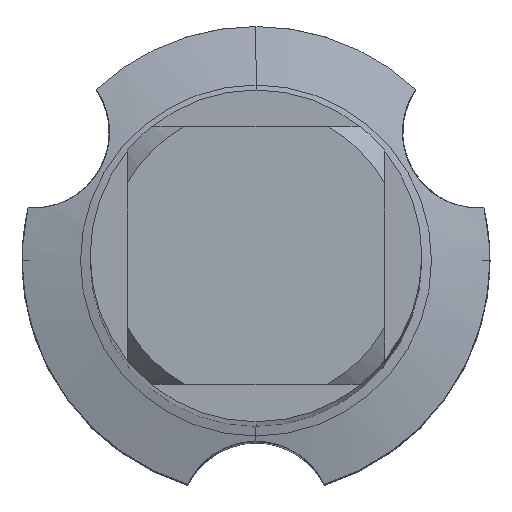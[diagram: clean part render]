
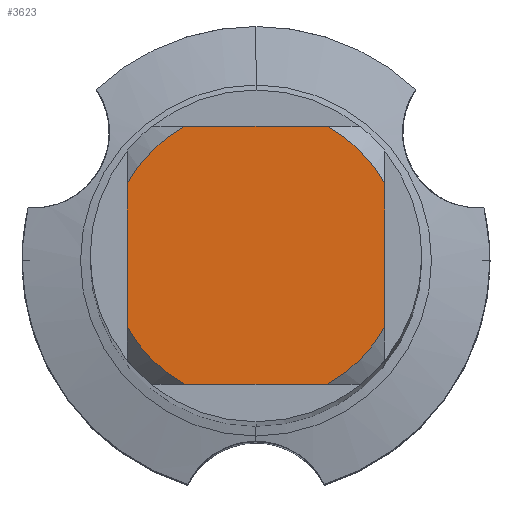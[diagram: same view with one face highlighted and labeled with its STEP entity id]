
A CAD part, top view. The second image highlights one B-rep face of the part: STEP entity #3623.
In plain terms, the highlighted planar face has unit normal (0, 0, 1).
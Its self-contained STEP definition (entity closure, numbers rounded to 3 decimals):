
#1835=EDGE_CURVE('',#3177,#4461,#5205,.T.);
#1869=EDGE_CURVE('',#3049,#3367,#5241,.T.);
#2857=EDGE_CURVE('',#3177,#3711,#6335,.T.);
#3049=VERTEX_POINT('',#6538);
#3177=VERTEX_POINT('',#6678);
#3367=VERTEX_POINT('',#6882);
#3623=ADVANCED_FACE('',(#7157),#7158,.T.);
#3711=VERTEX_POINT('',#7252);
#3729=EDGE_CURVE('',#4577,#3367,#7273,.T.);
#3743=VERTEX_POINT('',#7287);
#3891=EDGE_CURVE('',#3979,#3711,#7452,.T.);
#3939=EDGE_CURVE('',#3979,#3743,#7505,.T.);
#3979=VERTEX_POINT('',#7547);
#4029=EDGE_CURVE('',#4577,#3743,#7600,.T.);
#4461=VERTEX_POINT('',#8069);
#4475=EDGE_CURVE('',#3049,#4461,#8084,.T.);
#4577=VERTEX_POINT('',#8198);
#5205=CIRCLE('',#9054,4.0);
#5241=CIRCLE('',#9184,4.0);
#6335=LINE('',#12358,#12359);
#6538=CARTESIAN_POINT('',(1.936,3.5,0.0));
#6678=CARTESIAN_POINT('',(-3.5,1.936,0.0));
#6882=CARTESIAN_POINT('',(3.5,1.936,0.0));
#7157=FACE_OUTER_BOUND('',#14819,.T.);
#7158=PLANE('',#14820);
#7252=CARTESIAN_POINT('',(-3.5,-1.936,0.0));
#7273=LINE('',#15355,#15356);
#7287=CARTESIAN_POINT('',(1.936,-3.5,0.0));
#7452=CIRCLE('',#15843,4.0);
#7505=LINE('',#15945,#15946);
#7547=CARTESIAN_POINT('',(-1.936,-3.5,0.0));
#7600=CIRCLE('',#16185,4.0);
#8069=CARTESIAN_POINT('',(-1.936,3.5,0.0));
#8084=LINE('',#17700,#17701);
#8198=CARTESIAN_POINT('',(3.5,-1.936,0.0));
#9054=AXIS2_PLACEMENT_3D('',#19628,#19629,#19630);
#9184=AXIS2_PLACEMENT_3D('',#19673,#19674,#19675);
#12358=CARTESIAN_POINT('',(-3.5,1.0,0.0));
#12359=VECTOR('',#21095,1.0);
#14819=EDGE_LOOP('',(#21885,#21886,#21887,#21888,#21889,#21890,#21891,#21892));
#14820=AXIS2_PLACEMENT_3D('',#21893,#21894,#21895);
#15355=CARTESIAN_POINT('',(3.5,1.0,0.0));
#15356=VECTOR('',#22027,1.0);
#15843=AXIS2_PLACEMENT_3D('',#22210,#22211,#22212);
#15945=CARTESIAN_POINT('',(0.0,-3.5,0.0));
#15946=VECTOR('',#22270,1.0);
#16185=AXIS2_PLACEMENT_3D('',#22356,#22357,#22358);
#17700=CARTESIAN_POINT('',(0.0,3.5,0.0));
#17701=VECTOR('',#22880,1.0);
#19628=CARTESIAN_POINT('',(0.0,0.0,0.0));
#19629=DIRECTION('',(0.0,0.0,-1.0));
#19630=DIRECTION('',(0.0,1.0,0.0));
#19673=CARTESIAN_POINT('',(0.0,0.0,0.0));
#19674=DIRECTION('',(0.0,0.0,-1.0));
#19675=DIRECTION('',(0.0,1.0,0.0));
#21095=DIRECTION('',(-0.0,-1.0,0.0));
#21885=ORIENTED_EDGE('',*,*,#2857,.T.);
#21886=ORIENTED_EDGE('',*,*,#3891,.F.);
#21887=ORIENTED_EDGE('',*,*,#3939,.T.);
#21888=ORIENTED_EDGE('',*,*,#4029,.F.);
#21889=ORIENTED_EDGE('',*,*,#3729,.T.);
#21890=ORIENTED_EDGE('',*,*,#1869,.F.);
#21891=ORIENTED_EDGE('',*,*,#4475,.T.);
#21892=ORIENTED_EDGE('',*,*,#1835,.F.);
#21893=CARTESIAN_POINT('',(0.0,2.0,0.0));
#21894=DIRECTION('',(-0.0,0.0,1.0));
#21895=DIRECTION('',(0.0,-1.0,0.0));
#22027=DIRECTION('',(-0.0,1.0,0.0));
#22210=CARTESIAN_POINT('',(0.0,0.0,0.0));
#22211=DIRECTION('',(0.0,0.0,-1.0));
#22212=DIRECTION('',(0.0,1.0,0.0));
#22270=DIRECTION('',(1.0,0.0,0.0));
#22356=CARTESIAN_POINT('',(0.0,0.0,0.0));
#22357=DIRECTION('',(0.0,0.0,-1.0));
#22358=DIRECTION('',(0.0,1.0,0.0));
#22880=DIRECTION('',(-1.0,0.0,0.0));
